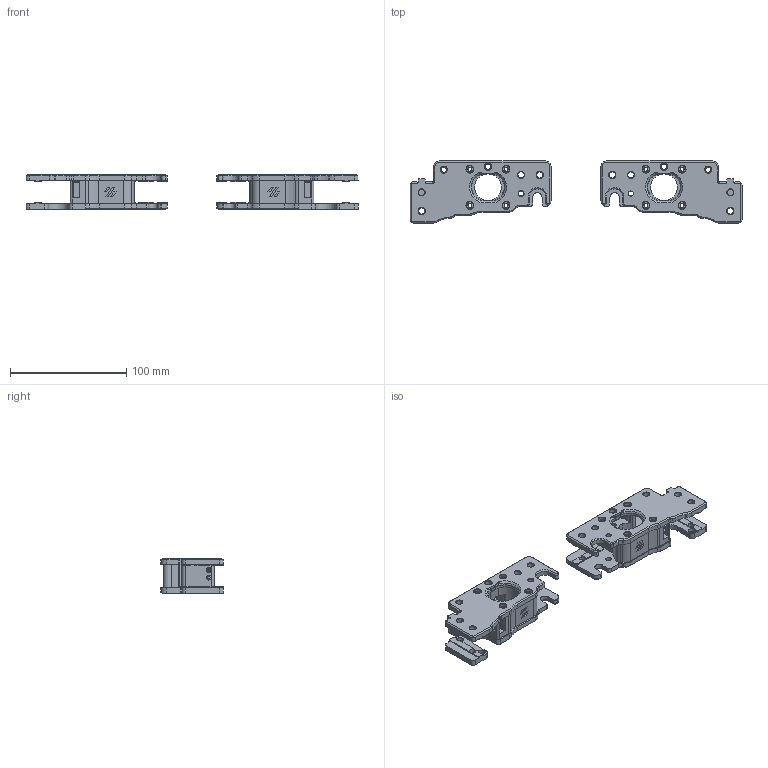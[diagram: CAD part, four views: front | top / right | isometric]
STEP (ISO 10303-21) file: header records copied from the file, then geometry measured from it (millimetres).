
FILE_DESCRIPTION(/* description */ ('FreeCAD Model'),/* implementation_level */ '2;1');
FILE_NAME(/* name */ 'drive_frame_umbilical_mount_42+35 v5.step',/* time_stamp */ '2025-04-14T19:55:28+08:00',/* author */ (''),/* organization */ (''),/* preprocessor_version */ 'ST-DEVELOPER v20.1',/* originating_system */ 'Autodesk Translation Framework v14.4.0.0',/* authorisation */ '');
FILE_SCHEMA (('AUTOMOTIVE_DESIGN { 1 0 10303 214 3 1 1 }'));
Products named in the file (1): drive_frames_umbilical_mount
Bounding box: 285.2 x 53.3 x 30 mm (x, y, z)
Volume: 118849.3 mm3; surface area: 65031.2 mm2
Topology: 6 solids, 6 shells, 1235 faces, 3330 edges, 2111 vertices
Faces by surface type: plane 571, cylinder 440, cone 180, bspline 40, torus 4
Full cylindrical faces by diameter (mm): 2 x4, 3.4 x30, 4.2 x4, 4.4 x4, 4.634 x4, 4.8 x2, 5.12 x5, 5.4 x18, 6 x14, 23 x2
Entity records: 51438 total; most frequent: CARTESIAN_POINT 19649, DIRECTION 6730, ORIENTED_EDGE 6660, EDGE_CURVE 3330, AXIS2_PLACEMENT_3D 2385, VERTEX_POINT 2111, LINE 1960, VECTOR 1960
